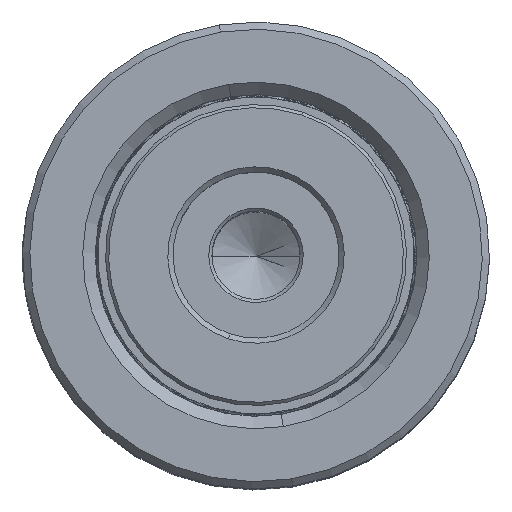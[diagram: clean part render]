
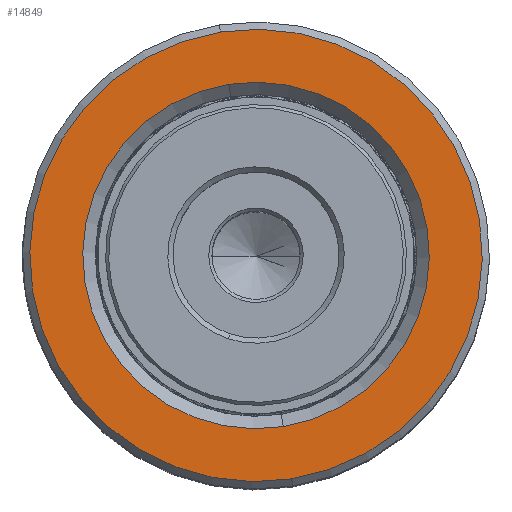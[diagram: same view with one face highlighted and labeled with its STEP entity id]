
A CAD part, top view. The second image highlights one B-rep face of the part: STEP entity #14849.
In plain terms, the highlighted planar face has unit normal (0, 0, 1).
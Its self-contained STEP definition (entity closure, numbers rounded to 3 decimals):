
#1143 = DIRECTION ( 'NONE',  ( 0., 0., -1. ) ) ;
#1360 = DIRECTION ( 'NONE',  ( 1., 0., 0. ) ) ;
#2563 = FACE_OUTER_BOUND ( 'NONE', #44314, .T. ) ;
#2906 = CARTESIAN_POINT ( 'NONE',  ( -16.7, 0., 60. ) ) ;
#3499 = ORIENTED_EDGE ( 'NONE', *, *, #48713, .T. ) ;
#3904 = AXIS2_PLACEMENT_3D ( 'NONE', #32832, #1143, #5297 ) ;
#4061 = VERTEX_POINT ( 'NONE', #30011 ) ;
#5297 = DIRECTION ( 'NONE',  ( 1., 0., 0. ) ) ;
#5690 = CARTESIAN_POINT ( 'NONE',  ( 0., 0., 60. ) ) ;
#7167 = CIRCLE ( 'NONE', #44111, 16.7 ) ;
#7818 = CIRCLE ( 'NONE', #47707, 21.8 ) ;
#9756 = CARTESIAN_POINT ( 'NONE',  ( 0., 0., 60. ) ) ;
#11744 = CARTESIAN_POINT ( 'NONE',  ( 16.7, 0., 60. ) ) ;
#12339 = DIRECTION ( 'NONE',  ( 1., 0., 0. ) ) ;
#14849 = ADVANCED_FACE ( 'NONE', ( #2563, #24661 ), #36782, .T. ) ;
#16320 = EDGE_CURVE ( 'NONE', #28753, #36124, #40506, .T. ) ;
#16742 = CARTESIAN_POINT ( 'NONE',  ( -21.8, 0., 60. ) ) ;
#16866 = EDGE_LOOP ( 'NONE', ( #18689, #3499 ) ) ;
#17117 = DIRECTION ( 'NONE',  ( 0., 0., 1. ) ) ;
#18689 = ORIENTED_EDGE ( 'NONE', *, *, #16320, .T. ) ;
#21036 = DIRECTION ( 'NONE',  ( 1., 0., 0. ) ) ;
#23313 = EDGE_CURVE ( 'NONE', #32124, #4061, #31166, .T. ) ;
#24661 = FACE_BOUND ( 'NONE', #16866, .T. ) ;
#26364 = AXIS2_PLACEMENT_3D ( 'NONE', #5690, #33058, #1360 ) ;
#28108 = ORIENTED_EDGE ( 'NONE', *, *, #48827, .T. ) ;
#28241 = CARTESIAN_POINT ( 'NONE',  ( 0., 0., 60. ) ) ;
#28753 = VERTEX_POINT ( 'NONE', #11744 ) ;
#30011 = CARTESIAN_POINT ( 'NONE',  ( 21.8, 0., 60. ) ) ;
#31166 = CIRCLE ( 'NONE', #26364, 21.8 ) ;
#32124 = VERTEX_POINT ( 'NONE', #16742 ) ;
#32169 = DIRECTION ( 'NONE',  ( 0., 0., -1. ) ) ;
#32832 = CARTESIAN_POINT ( 'NONE',  ( 0., 0., 60. ) ) ;
#33058 = DIRECTION ( 'NONE',  ( 0., 0., 1. ) ) ;
#36124 = VERTEX_POINT ( 'NONE', #2906 ) ;
#36782 = PLANE ( 'NONE',  #43876 ) ;
#40506 = CIRCLE ( 'NONE', #3904, 16.7 ) ;
#43876 = AXIS2_PLACEMENT_3D ( 'NONE', #9756, #17117, #21036 ) ;
#44111 = AXIS2_PLACEMENT_3D ( 'NONE', #28241, #32169, #12339 ) ;
#44152 = CARTESIAN_POINT ( 'NONE',  ( 0., 0., 60. ) ) ;
#44314 = EDGE_LOOP ( 'NONE', ( #45586, #28108 ) ) ;
#45586 = ORIENTED_EDGE ( 'NONE', *, *, #23313, .T. ) ;
#47260 = DIRECTION ( 'NONE',  ( 0., 0., 1. ) ) ;
#47422 = DIRECTION ( 'NONE',  ( 1., 0., 0. ) ) ;
#47707 = AXIS2_PLACEMENT_3D ( 'NONE', #44152, #47260, #47422 ) ;
#48713 = EDGE_CURVE ( 'NONE', #36124, #28753, #7167, .T. ) ;
#48827 = EDGE_CURVE ( 'NONE', #4061, #32124, #7818, .T. ) ;
